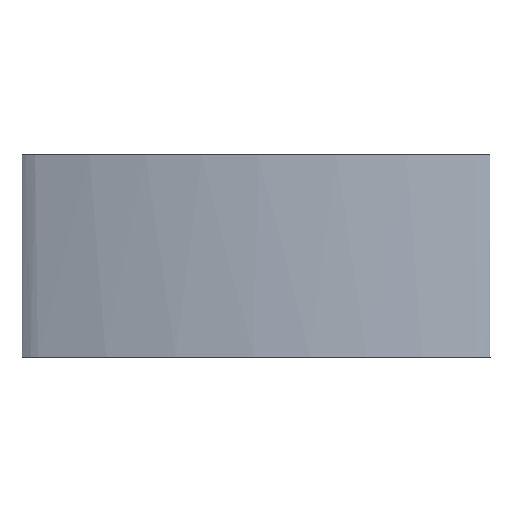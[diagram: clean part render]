
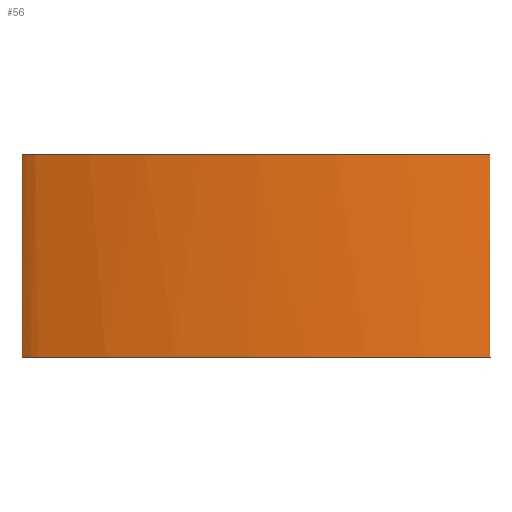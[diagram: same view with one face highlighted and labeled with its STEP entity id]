
A CAD part, front view. The second image highlights one B-rep face of the part: STEP entity #56.
In plain terms, the highlighted free-form (B-spline) face has degree [1, 2] with [2, 21] control points.
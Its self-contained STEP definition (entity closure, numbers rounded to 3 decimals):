
#56=ADVANCED_FACE('',(#115),#880,.T.);
#115=FACE_OUTER_BOUND('',#177,.T.);
#177=EDGE_LOOP('',(#383,#384,#385,#386));
#383=ORIENTED_EDGE('',*,*,#553,.F.);
#384=ORIENTED_EDGE('',*,*,#597,.F.);
#385=ORIENTED_EDGE('',*,*,#549,.F.);
#386=ORIENTED_EDGE('',*,*,#598,.F.);
#549=EDGE_CURVE('',#842,#843,#719,.T.);
#553=EDGE_CURVE('',#844,#845,#722,.T.);
#597=EDGE_CURVE('',#843,#844,#757,.T.);
#598=EDGE_CURVE('',#845,#842,#758,.T.);
#719=(
BOUNDED_CURVE()
B_SPLINE_CURVE(1,(#2017,#2018),.UNSPECIFIED.,.F.,.F.)
B_SPLINE_CURVE_WITH_KNOTS((2,2),(0.,54.167),.UNSPECIFIED.)
CURVE()
GEOMETRIC_REPRESENTATION_ITEM()
RATIONAL_B_SPLINE_CURVE((1.,1.))
REPRESENTATION_ITEM('')
);
#722=(
BOUNDED_CURVE()
B_SPLINE_CURVE(1,(#2027,#2028),.UNSPECIFIED.,.F.,.F.)
B_SPLINE_CURVE_WITH_KNOTS((2,2),(0.,54.167),.UNSPECIFIED.)
CURVE()
GEOMETRIC_REPRESENTATION_ITEM()
RATIONAL_B_SPLINE_CURVE((1.,1.))
REPRESENTATION_ITEM('')
);
#757=(
BOUNDED_CURVE()
B_SPLINE_CURVE(2,(#2139,#2140,#2141,#2142,#2143,#2144,#2145,#2146,#2147,
#2148,#2149,#2150,#2151,#2152,#2153,#2154,#2155,#2156,#2157,#2158,#2159),
 .UNSPECIFIED.,.F.,.F.)
B_SPLINE_CURVE_WITH_KNOTS((3,2,2,2,2,2,2,2,2,2,3),(-129.433,-128.985,
-128.536,-124.261,-97.491,-31.971,
-28.947,-5.214,-0.9,-0.45,
0.),.UNSPECIFIED.)
CURVE()
GEOMETRIC_REPRESENTATION_ITEM()
RATIONAL_B_SPLINE_CURVE((1.,0.871,1.,0.871,
1.,0.994,1.002,0.992,0.986,
0.973,0.986,0.987,0.987,
0.993,1.002,0.994,1.,0.87,
1.,0.87,1.))
REPRESENTATION_ITEM('')
);
#758=(
BOUNDED_CURVE()
B_SPLINE_CURVE(2,(#2160,#2161,#2162,#2163,#2164,#2165,#2166,#2167,#2168,
#2169,#2170,#2171,#2172,#2173,#2174,#2175,#2176,#2177,#2178,#2179,#2180),
 .UNSPECIFIED.,.F.,.F.)
B_SPLINE_CURVE_WITH_KNOTS((3,2,2,2,2,2,2,2,2,2,3),(0.,0.45,
0.9,5.214,28.947,31.971,97.491,
124.261,128.536,128.985,129.433),
 .UNSPECIFIED.)
CURVE()
GEOMETRIC_REPRESENTATION_ITEM()
RATIONAL_B_SPLINE_CURVE((1.,0.87,1.,0.87,
1.,0.994,1.002,0.993,
0.987,0.987,0.986,0.973,
0.986,0.992,1.002,0.994,
1.,0.871,1.,0.871,1.))
REPRESENTATION_ITEM('')
);
#842=VERTEX_POINT('',#1685);
#843=VERTEX_POINT('',#1686);
#844=VERTEX_POINT('',#1687);
#845=VERTEX_POINT('',#1688);
#880=(
BOUNDED_SURFACE()
B_SPLINE_SURFACE(1,2,((#1326,#1327,#1328,#1329,#1330,#1331,#1332,#1333,
#1334,#1335,#1336,#1337,#1338,#1339,#1340,#1341,#1342,#1343,#1344,#1345,
#1346),(#1347,#1348,#1349,#1350,#1351,#1352,#1353,#1354,#1355,#1356,#1357,
#1358,#1359,#1360,#1361,#1362,#1363,#1364,#1365,#1366,#1367)),
 .UNSPECIFIED.,.F.,.F.,.F.)
B_SPLINE_SURFACE_WITH_KNOTS((2,2),(3,2,2,2,2,2,2,2,2,2,3),(0.,54.083),
(0.,0.412,0.824,5.144,29.179,
32.224,97.251,124.331,128.611,129.022,
129.433),.UNSPECIFIED.)
GEOMETRIC_REPRESENTATION_ITEM()
RATIONAL_B_SPLINE_SURFACE(((1.,0.87,1.,0.87,
1.,0.994,1.002,0.993,
0.987,0.987,0.986,0.973,
0.986,0.992,1.002,0.994,
1.,0.871,1.,0.871,1.),
(1.,0.87,1.,0.87,1.,0.994,1.002,
0.993,0.987,0.987,0.986,
0.973,0.986,0.992,1.002,
0.994,1.,0.871,1.,0.871,
1.)))
REPRESENTATION_ITEM('')
SURFACE()
);
#1326=CARTESIAN_POINT('',(-62.608,3.407,54.167));
#1327=CARTESIAN_POINT('',(-62.805,3.294,54.167));
#1328=CARTESIAN_POINT('',(-62.808,3.068,54.167));
#1329=CARTESIAN_POINT('',(-62.812,2.841,54.167));
#1330=CARTESIAN_POINT('',(-62.62,2.722,54.167));
#1331=CARTESIAN_POINT('',(-60.373,1.322,54.167));
#1332=CARTESIAN_POINT('',(-58.752,0.823,54.167));
#1333=CARTESIAN_POINT('',(-47.336,-2.695,54.167));
#1334=CARTESIAN_POINT('',(-35.58,-4.824,54.167));
#1335=CARTESIAN_POINT('',(-34.082,-5.095,54.167));
#1336=CARTESIAN_POINT('',(-32.58,-5.344,54.167));
#1337=CARTESIAN_POINT('',(-0.042,-10.726,54.167));
#1338=CARTESIAN_POINT('',(32.496,-5.344,54.167));
#1339=CARTESIAN_POINT('',(45.791,-3.145,54.167));
#1340=CARTESIAN_POINT('',(58.668,0.823,54.167));
#1341=CARTESIAN_POINT('',(60.27,1.317,54.167));
#1342=CARTESIAN_POINT('',(62.492,2.72,54.167));
#1343=CARTESIAN_POINT('',(62.683,2.841,54.167));
#1344=CARTESIAN_POINT('',(62.678,3.067,54.167));
#1345=CARTESIAN_POINT('',(62.674,3.292,54.167));
#1346=CARTESIAN_POINT('',(62.478,3.405,54.167));
#1347=CARTESIAN_POINT('',(-62.608,3.407,0.));
#1348=CARTESIAN_POINT('',(-62.805,3.294,0.));
#1349=CARTESIAN_POINT('',(-62.808,3.068,0.));
#1350=CARTESIAN_POINT('',(-62.812,2.841,0.));
#1351=CARTESIAN_POINT('',(-62.62,2.722,0.));
#1352=CARTESIAN_POINT('',(-60.373,1.322,0.));
#1353=CARTESIAN_POINT('',(-58.752,0.823,0.));
#1354=CARTESIAN_POINT('',(-47.336,-2.695,0.));
#1355=CARTESIAN_POINT('',(-35.58,-4.824,0.));
#1356=CARTESIAN_POINT('',(-34.082,-5.095,0.));
#1357=CARTESIAN_POINT('',(-32.58,-5.344,0.));
#1358=CARTESIAN_POINT('',(-0.042,-10.726,0.));
#1359=CARTESIAN_POINT('',(32.496,-5.344,0.));
#1360=CARTESIAN_POINT('',(45.791,-3.145,0.));
#1361=CARTESIAN_POINT('',(58.668,0.823,0.));
#1362=CARTESIAN_POINT('',(60.27,1.317,0.));
#1363=CARTESIAN_POINT('',(62.492,2.72,0.));
#1364=CARTESIAN_POINT('',(62.683,2.841,0.));
#1365=CARTESIAN_POINT('',(62.678,3.067,0.));
#1366=CARTESIAN_POINT('',(62.674,3.292,0.));
#1367=CARTESIAN_POINT('',(62.478,3.405,0.));
#1685=CARTESIAN_POINT('',(62.478,3.405,54.167));
#1686=CARTESIAN_POINT('',(62.478,3.405,0.));
#1687=CARTESIAN_POINT('',(-62.608,3.407,0.));
#1688=CARTESIAN_POINT('',(-62.608,3.407,54.167));
#2017=CARTESIAN_POINT('',(62.478,3.405,54.167));
#2018=CARTESIAN_POINT('',(62.478,3.405,0.));
#2027=CARTESIAN_POINT('',(-62.608,3.407,0.));
#2028=CARTESIAN_POINT('',(-62.608,3.407,54.167));
#2139=CARTESIAN_POINT('',(62.478,3.405,0.));
#2140=CARTESIAN_POINT('',(62.674,3.292,0.));
#2141=CARTESIAN_POINT('',(62.678,3.067,0.));
#2142=CARTESIAN_POINT('',(62.683,2.841,0.));
#2143=CARTESIAN_POINT('',(62.492,2.72,0.));
#2144=CARTESIAN_POINT('',(60.27,1.317,0.));
#2145=CARTESIAN_POINT('',(58.668,0.823,0.));
#2146=CARTESIAN_POINT('',(45.791,-3.145,0.));
#2147=CARTESIAN_POINT('',(32.496,-5.344,0.));
#2148=CARTESIAN_POINT('',(-0.042,-10.726,0.));
#2149=CARTESIAN_POINT('',(-32.58,-5.344,0.));
#2150=CARTESIAN_POINT('',(-34.082,-5.095,0.));
#2151=CARTESIAN_POINT('',(-35.58,-4.824,0.));
#2152=CARTESIAN_POINT('',(-47.336,-2.695,0.));
#2153=CARTESIAN_POINT('',(-58.752,0.823,0.));
#2154=CARTESIAN_POINT('',(-60.373,1.322,0.));
#2155=CARTESIAN_POINT('',(-62.62,2.722,0.));
#2156=CARTESIAN_POINT('',(-62.812,2.841,0.));
#2157=CARTESIAN_POINT('',(-62.808,3.068,0.));
#2158=CARTESIAN_POINT('',(-62.805,3.294,0.));
#2159=CARTESIAN_POINT('',(-62.608,3.407,0.));
#2160=CARTESIAN_POINT('',(-62.608,3.407,54.167));
#2161=CARTESIAN_POINT('',(-62.805,3.294,54.167));
#2162=CARTESIAN_POINT('',(-62.808,3.068,54.167));
#2163=CARTESIAN_POINT('',(-62.812,2.841,54.167));
#2164=CARTESIAN_POINT('',(-62.62,2.722,54.167));
#2165=CARTESIAN_POINT('',(-60.373,1.322,54.167));
#2166=CARTESIAN_POINT('',(-58.752,0.823,54.167));
#2167=CARTESIAN_POINT('',(-47.336,-2.695,54.167));
#2168=CARTESIAN_POINT('',(-35.58,-4.824,54.167));
#2169=CARTESIAN_POINT('',(-34.082,-5.095,54.167));
#2170=CARTESIAN_POINT('',(-32.58,-5.344,54.167));
#2171=CARTESIAN_POINT('',(-0.042,-10.726,54.167));
#2172=CARTESIAN_POINT('',(32.496,-5.344,54.167));
#2173=CARTESIAN_POINT('',(45.791,-3.145,54.167));
#2174=CARTESIAN_POINT('',(58.668,0.823,54.167));
#2175=CARTESIAN_POINT('',(60.27,1.317,54.167));
#2176=CARTESIAN_POINT('',(62.492,2.72,54.167));
#2177=CARTESIAN_POINT('',(62.683,2.841,54.167));
#2178=CARTESIAN_POINT('',(62.678,3.067,54.167));
#2179=CARTESIAN_POINT('',(62.674,3.292,54.167));
#2180=CARTESIAN_POINT('',(62.478,3.405,54.167));
